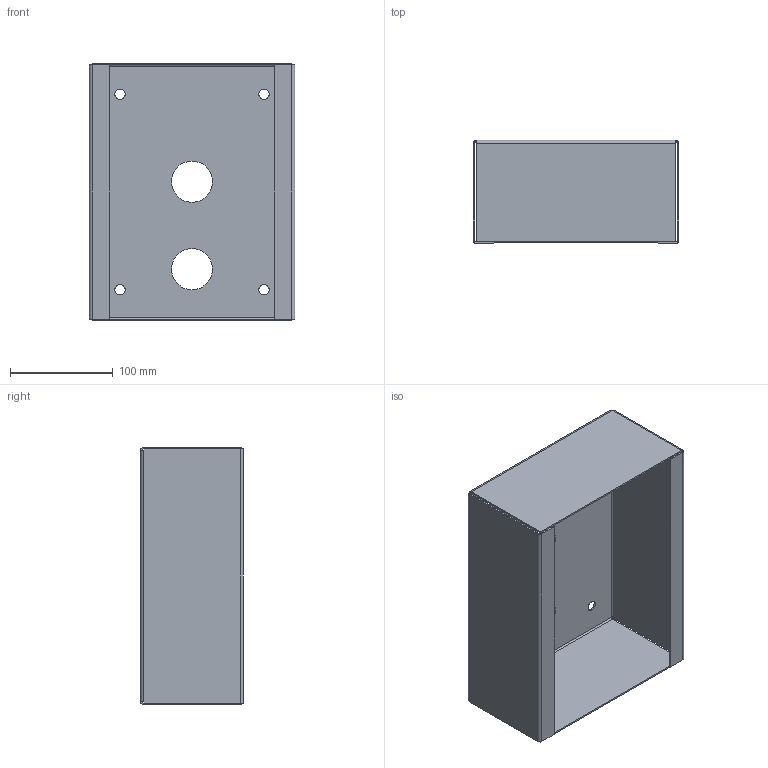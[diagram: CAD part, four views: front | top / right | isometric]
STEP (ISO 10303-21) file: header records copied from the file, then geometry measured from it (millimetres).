
FILE_DESCRIPTION(/* description */ ('STEP AP214'),/* implementation_level */ '2;1');
FILE_NAME(/* name */ '68ccf9417c4a8d7601c5c487',/* time_stamp */ '2025-09-19T06:33:38Z',/* author */ (''),/* organization */ (''),/* preprocessor_version */ 'ST-DEVELOPER v20',/* originating_system */ 'ONSHAPE BY PTC INC, 1.203',/* authorisation */ ' ');
FILE_SCHEMA (('AUTOMOTIVE_DESIGN {1 0 10303 214 3 1 1}'));
Length unit declared in the file: metre
Products named in the file (1): Part 1
Bounding box: 200 x 100 x 250 mm (x, y, z)
Volume: 211799.6 mm3; surface area: 285599 mm2
Topology: 1 solids, 1 shells, 64 faces, 138 edges, 76 vertices
Faces by surface type: plane 46, cylinder 18
Full cylindrical faces by diameter (mm): 10 x4, 40 x2
Entity records: 1698 total; most frequent: DIRECTION 298, CARTESIAN_POINT 273, ORIENTED_EDGE 264, EDGE_CURVE 132, AXIS2_PLACEMENT_3D 101, LINE 96, VECTOR 96, EDGE_LOOP 82
